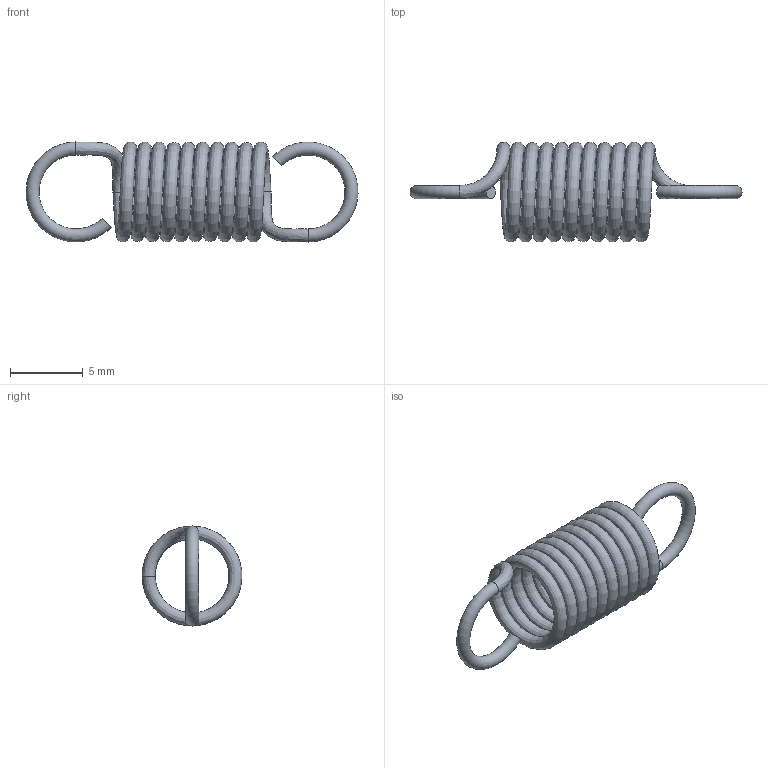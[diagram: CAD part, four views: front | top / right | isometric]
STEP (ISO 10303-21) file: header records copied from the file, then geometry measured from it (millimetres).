
FILE_DESCRIPTION(/* description */ (''),/* implementation_level */ '2;1');
FILE_NAME(/* name */ 'Helical Extension Spring .step',/* time_stamp */ '2020-11-03T20:47:51+05:00',/* author */ (''),/* organization */ (''),/* preprocessor_version */ 'ST-DEVELOPER v18.1',/* originating_system */ 'Autodesk Translation Framework v9.3.0.1241',/* authorisation */ '');
FILE_SCHEMA (('AUTOMOTIVE_DESIGN { 1 0 10303 214 3 1 1 }'));
Length unit declared in the file: millimetre
Products named in the file (2): Helical Extension Spring; Component2
Assembly tree (1 placements, depth 2):
  Helical Extension Spring
    Component2
Bounding box: 22.9 x 6.89 x 6.9 mm (x, y, z)
Volume: 143 mm3; surface area: 637.3 mm2
Topology: 1 solids, 1 shells, 7 faces, 24 edges, 19 vertices
Faces by surface type: bspline 3, torus 2, plane 2
Entity records: 2082 total; most frequent: CARTESIAN_POINT 1824, ORIENTED_EDGE 48, DIRECTION 44, EDGE_CURVE 24, AXIS2_PLACEMENT_3D 22, VERTEX_POINT 19, CIRCLE 15, B_SPLINE_CURVE_WITH_KNOTS 9
